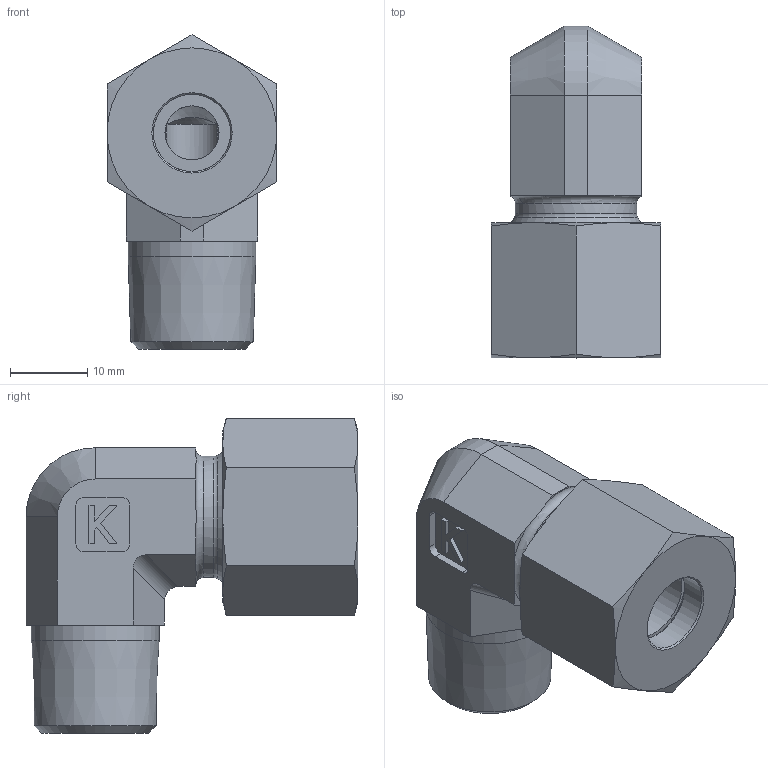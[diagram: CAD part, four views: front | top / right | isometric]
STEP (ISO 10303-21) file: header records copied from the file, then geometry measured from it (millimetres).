
FILE_DESCRIPTION((''),'2;1');
FILE_NAME('22003101618.stp','2014-08-26T10:56:15',(''),('KNOMI spol. s r. o.'),'Autodesk Inventor 2012','Autodesk Inventor 2012','');
FILE_SCHEMA(('AUTOMOTIVE_DESIGN { 1 2 10303 214 0 1 1 1 }'));
Length unit declared in the file: millimetre
Products named in the file (4): LHCM3 10LMkuž M16x1,5/M18x1; 21003 101618; 3981018; 40110
Assembly tree (3 placements, depth 2):
  LHCM3 10LMkuž M16x1,5/M18x1
    21003 101618
    3981018
    40110
Bounding box: 22 x 42.95 x 40.7 mm (x, y, z)
Volume: 14481.6 mm3; surface area: 7964.7 mm2
Topology: 3 solids, 3 shells, 111 faces, 267 edges, 172 vertices
Faces by surface type: plane 52, cone 33, cylinder 23, torus 3
Full cylindrical faces by diameter (mm): 7 x2, 10 x3, 12.3 x1, 14 x1, 15.7 x1, 16.376 x1, 16.532 x1, 18 x1
Entity records: 3309 total; most frequent: CARTESIAN_POINT 659, DIRECTION 516, ORIENTED_EDGE 452, EDGE_CURVE 226, AXIS2_PLACEMENT_3D 201, VERTEX_POINT 152, EDGE_LOOP 148, STYLED_ITEM 120
